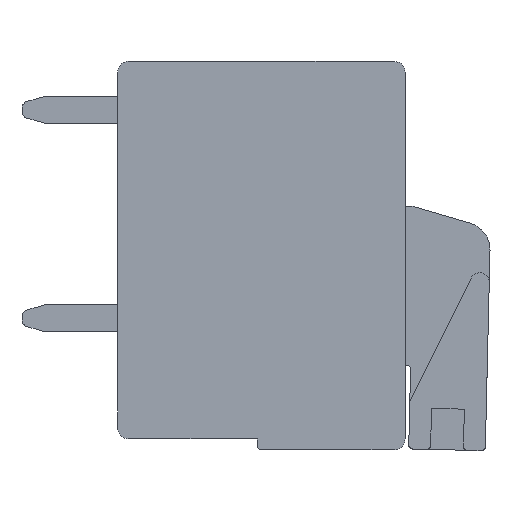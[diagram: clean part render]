
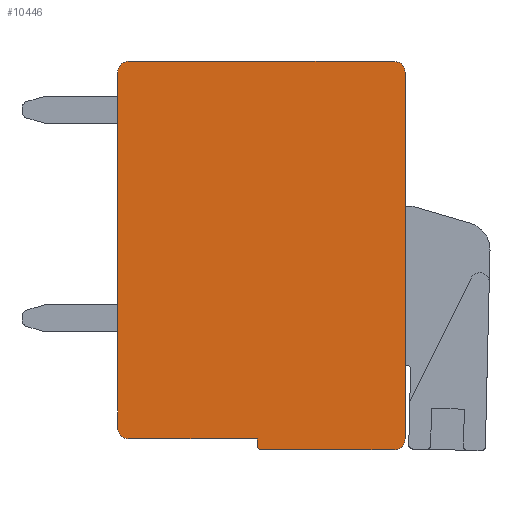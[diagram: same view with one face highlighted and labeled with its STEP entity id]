
A CAD part, front view. The second image highlights one B-rep face of the part: STEP entity #10446.
In plain terms, the highlighted planar face has unit normal (0, -1, 0).
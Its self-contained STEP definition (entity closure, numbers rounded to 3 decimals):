
#1=CARTESIAN_POINT('',(5.25,0.,-14.05));
#2=DIRECTION('',(0.,1.,0.));
#3=DIRECTION('',(0.,0.,-1.));
#4=AXIS2_PLACEMENT_3D('',#1,#2,#3);
#6=DIRECTION('',(0.,0.,1.));
#7=VECTOR('',#6,0.25);
#8=CARTESIAN_POINT('',(5.1,0.,-14.05));
#9=LINE('',#8,#7);
#10=DIRECTION('',(-1.,0.,0.));
#11=VECTOR('',#10,4.7);
#12=CARTESIAN_POINT('',(5.1,0.,-13.8));
#13=LINE('',#12,#11);
#14=CARTESIAN_POINT('',(0.4,0.,-13.4));
#15=DIRECTION('',(0.,1.,0.));
#16=DIRECTION('',(0.,0.,-1.));
#17=AXIS2_PLACEMENT_3D('',#14,#15,#16);
#19=DIRECTION('',(0.,0.,1.));
#20=VECTOR('',#19,13.);
#21=CARTESIAN_POINT('',(0.,0.,-13.4));
#22=LINE('',#21,#20);
#23=CARTESIAN_POINT('',(0.4,0.,-0.4));
#24=DIRECTION('',(0.,1.,0.));
#25=DIRECTION('',(-1.,0.,0.));
#26=AXIS2_PLACEMENT_3D('',#23,#24,#25);
#28=DIRECTION('',(1.,0.,0.));
#29=VECTOR('',#28,9.7);
#30=CARTESIAN_POINT('',(0.4,0.,0.));
#31=LINE('',#30,#29);
#32=CARTESIAN_POINT('',(10.1,0.,-0.4));
#33=DIRECTION('',(0.,1.,0.));
#34=DIRECTION('',(0.,0.,1.));
#35=AXIS2_PLACEMENT_3D('',#32,#33,#34);
#37=DIRECTION('',(0.,0.,-1.));
#38=VECTOR('',#37,13.4);
#39=CARTESIAN_POINT('',(10.5,0.,-0.4));
#40=LINE('',#39,#38);
#41=CARTESIAN_POINT('',(10.1,0.,-13.8));
#42=DIRECTION('',(0.,1.,0.));
#43=DIRECTION('',(1.,0.,0.));
#44=AXIS2_PLACEMENT_3D('',#41,#42,#43);
#46=DIRECTION('',(-1.,0.,0.));
#47=VECTOR('',#46,4.85);
#48=CARTESIAN_POINT('',(10.1,0.,-14.2));
#49=LINE('',#48,#47);
#7945=CARTESIAN_POINT('',(5.25,0.,-14.2));
#7946=CARTESIAN_POINT('',(5.1,0.,-14.05));
#7947=VERTEX_POINT('',#7945);
#7948=VERTEX_POINT('',#7946);
#7949=CARTESIAN_POINT('',(5.1,0.,-13.8));
#7950=VERTEX_POINT('',#7949);
#7951=CARTESIAN_POINT('',(0.4,0.,-13.8));
#7952=VERTEX_POINT('',#7951);
#7953=CARTESIAN_POINT('',(0.,0.,-13.4));
#7954=VERTEX_POINT('',#7953);
#7955=CARTESIAN_POINT('',(0.,0.,-0.4));
#7956=VERTEX_POINT('',#7955);
#7957=CARTESIAN_POINT('',(0.4,0.,0.));
#7958=VERTEX_POINT('',#7957);
#7959=CARTESIAN_POINT('',(10.1,0.,0.));
#7960=VERTEX_POINT('',#7959);
#7961=CARTESIAN_POINT('',(10.5,0.,-0.4));
#7962=VERTEX_POINT('',#7961);
#7963=CARTESIAN_POINT('',(10.5,0.,-13.8));
#7964=VERTEX_POINT('',#7963);
#7965=CARTESIAN_POINT('',(10.1,0.,-14.2));
#7966=VERTEX_POINT('',#7965);
#10417=CARTESIAN_POINT('',(0.,0.,0.));
#10418=DIRECTION('',(0.,1.,0.));
#10419=DIRECTION('',(1.,0.,0.));
#10420=AXIS2_PLACEMENT_3D('',#10417,#10418,#10419);
#10421=PLANE('',#10420);
#10423=ORIENTED_EDGE('',*,*,#10422,.T.);
#10425=ORIENTED_EDGE('',*,*,#10424,.T.);
#10427=ORIENTED_EDGE('',*,*,#10426,.T.);
#10429=ORIENTED_EDGE('',*,*,#10428,.T.);
#10431=ORIENTED_EDGE('',*,*,#10430,.T.);
#10433=ORIENTED_EDGE('',*,*,#10432,.T.);
#10435=ORIENTED_EDGE('',*,*,#10434,.T.);
#10437=ORIENTED_EDGE('',*,*,#10436,.T.);
#10439=ORIENTED_EDGE('',*,*,#10438,.T.);
#10441=ORIENTED_EDGE('',*,*,#10440,.T.);
#10443=ORIENTED_EDGE('',*,*,#10442,.T.);
#10444=EDGE_LOOP('',(#10423,#10425,#10427,#10429,#10431,#10433,#10435,#10437,
#10439,#10441,#10443));
#10445=FACE_OUTER_BOUND('',#10444,.F.);
#5=CIRCLE('',#4,0.15);
#18=CIRCLE('',#17,0.4);
#27=CIRCLE('',#26,0.4);
#36=CIRCLE('',#35,0.4);
#45=CIRCLE('',#44,0.4);
#10422=EDGE_CURVE('',#7947,#7948,#5,.T.);
#10424=EDGE_CURVE('',#7948,#7950,#9,.T.);
#10426=EDGE_CURVE('',#7950,#7952,#13,.T.);
#10428=EDGE_CURVE('',#7952,#7954,#18,.T.);
#10430=EDGE_CURVE('',#7954,#7956,#22,.T.);
#10432=EDGE_CURVE('',#7956,#7958,#27,.T.);
#10434=EDGE_CURVE('',#7958,#7960,#31,.T.);
#10436=EDGE_CURVE('',#7960,#7962,#36,.T.);
#10438=EDGE_CURVE('',#7962,#7964,#40,.T.);
#10440=EDGE_CURVE('',#7964,#7966,#45,.T.);
#10442=EDGE_CURVE('',#7966,#7947,#49,.T.);
#10446=ADVANCED_FACE('',(#10445),#10421,.F.);
